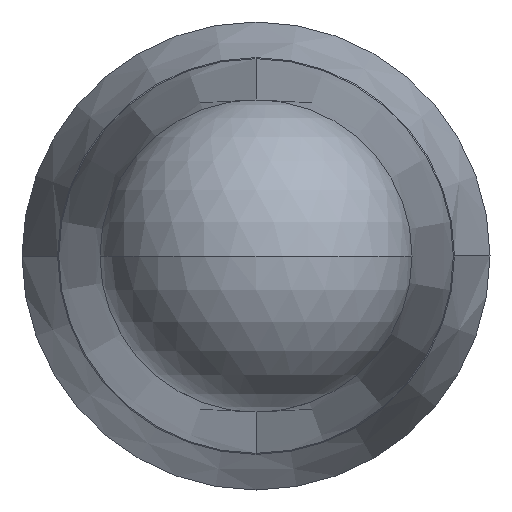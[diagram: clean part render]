
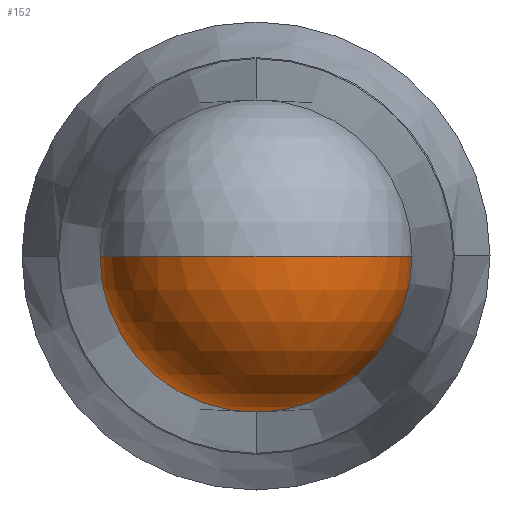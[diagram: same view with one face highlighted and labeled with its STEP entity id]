
A CAD part, front view. The second image highlights one B-rep face of the part: STEP entity #152.
In plain terms, the highlighted spherical face has radius 3.179 mm.
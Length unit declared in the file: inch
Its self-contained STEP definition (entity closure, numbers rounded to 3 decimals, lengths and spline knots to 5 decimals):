
#2 = CARTESIAN_POINT ( 'NONE',  ( 0.125, 0.11862, 0. ) ) ;
#10 = CARTESIAN_POINT ( 'NONE',  ( 0., 0.11862, 0. ) ) ;
#43 = EDGE_CURVE ( 'NONE', #55, #119, #49, .T. ) ;
#49 = CIRCLE ( 'NONE', #343, 0.12517 ) ;
#51 = CIRCLE ( 'NONE', #78, 0.12517 ) ;
#55 = VERTEX_POINT ( 'NONE', #472 ) ;
#70 = VERTEX_POINT ( 'NONE', #403 ) ;
#78 = AXIS2_PLACEMENT_3D ( 'NONE', #218, #257, #102 ) ;
#88 = DIRECTION ( 'NONE',  ( 0., -1., 0. ) ) ;
#102 = DIRECTION ( 'NONE',  ( -1., 0., 0. ) ) ;
#110 = CARTESIAN_POINT ( 'NONE',  ( 0., 0.12517, 0. ) ) ;
#115 = ORIENTED_EDGE ( 'NONE', *, *, #511, .T. ) ;
#119 = VERTEX_POINT ( 'NONE', #127 ) ;
#121 = VERTEX_POINT ( 'NONE', #2 ) ;
#127 = CARTESIAN_POINT ( 'NONE',  ( 0., 0., 0. ) ) ;
#131 = EDGE_CURVE ( 'NONE', #70, #121, #205, .T. ) ;
#132 = FACE_OUTER_BOUND ( 'NONE', #521, .T. ) ;
#152 = ADVANCED_FACE ( 'NONE', ( #132 ), #420, .T. ) ;
#205 = CIRCLE ( 'NONE', #467, 0.125 ) ;
#218 = CARTESIAN_POINT ( 'NONE',  ( 0., 0.12517, 0. ) ) ;
#247 = DIRECTION ( 'NONE',  ( 0., 0., -1. ) ) ;
#257 = DIRECTION ( 'NONE',  ( 0., 0., -1. ) ) ;
#262 = CARTESIAN_POINT ( 'NONE',  ( 0., 0.12517, 0. ) ) ;
#270 = ORIENTED_EDGE ( 'NONE', *, *, #131, .T. ) ;
#275 = ORIENTED_EDGE ( 'NONE', *, *, #43, .F. ) ;
#297 = CIRCLE ( 'NONE', #441, 0.125 ) ;
#309 = DIRECTION ( 'NONE',  ( 1., 0., 0. ) ) ;
#314 = AXIS2_PLACEMENT_3D ( 'NONE', #262, #345, #463 ) ;
#337 = DIRECTION ( 'NONE',  ( 0., 0., -1. ) ) ;
#343 = AXIS2_PLACEMENT_3D ( 'NONE', #110, #387, #309 ) ;
#345 = DIRECTION ( 'NONE',  ( 0., 0., -1. ) ) ;
#356 = ORIENTED_EDGE ( 'NONE', *, *, #461, .T. ) ;
#387 = DIRECTION ( 'NONE',  ( 0., 0., 1. ) ) ;
#403 = CARTESIAN_POINT ( 'NONE',  ( 0., 0.11862, -0.125 ) ) ;
#420 = SPHERICAL_SURFACE ( 'NONE', #314, 0.12517 ) ;
#441 = AXIS2_PLACEMENT_3D ( 'NONE', #457, #493, #337 ) ;
#457 = CARTESIAN_POINT ( 'NONE',  ( 0., 0.11862, 0. ) ) ;
#461 = EDGE_CURVE ( 'NONE', #55, #70, #297, .T. ) ;
#463 = DIRECTION ( 'NONE',  ( -1., 0., 0. ) ) ;
#467 = AXIS2_PLACEMENT_3D ( 'NONE', #10, #88, #247 ) ;
#472 = CARTESIAN_POINT ( 'NONE',  ( -0.125, 0.11862, 0. ) ) ;
#493 = DIRECTION ( 'NONE',  ( 0., -1., 0. ) ) ;
#511 = EDGE_CURVE ( 'NONE', #121, #119, #51, .T. ) ;
#521 = EDGE_LOOP ( 'NONE', ( #356, #270, #115, #275 ) ) ;
